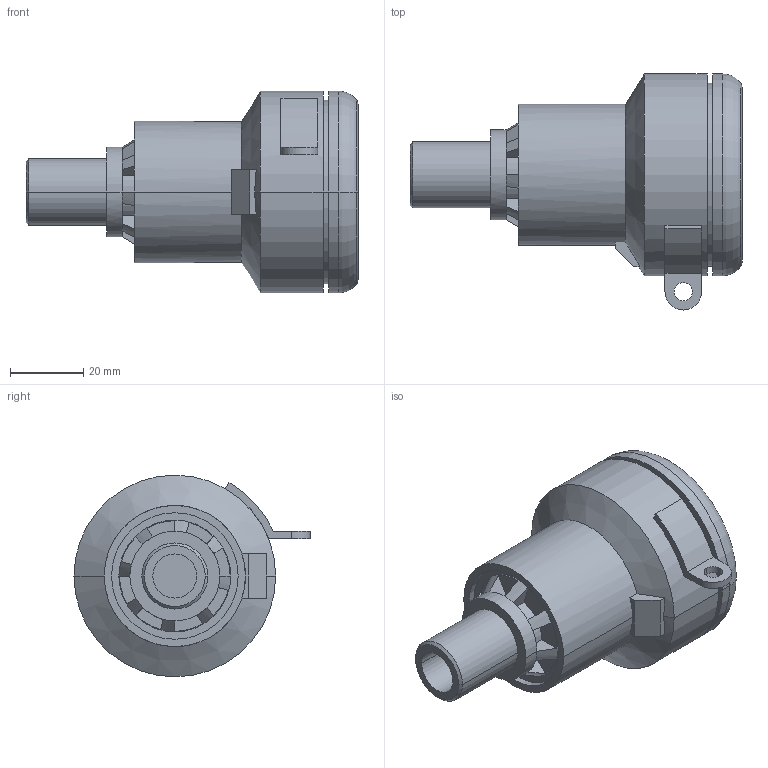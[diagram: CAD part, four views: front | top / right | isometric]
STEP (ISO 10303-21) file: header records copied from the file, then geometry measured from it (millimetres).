
FILE_DESCRIPTION(('produced by SPATIAL CORP'),'2;1');
FILE_NAME( 'motor_block.prt.hh.sat.stp', '2002-04-19T13:53:00+00:00',('SPATIAL CORP'),('SPATIAL CORP'), 'ACIS STEP Husk','http://www.spatial.com','SPATIAL CORP');
FILE_SCHEMA(('CONFIG_CONTROL_DESIGN'));
Length unit declared in the file: millimetre
Products named in the file (1): PRODUCT_ID_1
Bounding box: 90.5 x 64.36 x 55 mm (x, y, z)
Volume: 110608.9 mm3; surface area: 17988.5 mm2
Topology: 1 solids, 1 shells, 179 faces, 440 edges, 283 vertices
Faces by surface type: plane 87, cylinder 78, torus 8, cone 6
Entity records: 5315 total; most frequent: DIRECTION 958, CARTESIAN_POINT 890, ORIENTED_EDGE 880, EDGE_CURVE 440, AXIS2_PLACEMENT_3D 363, VERTEX_POINT 283, VECTOR 232, LINE 232
